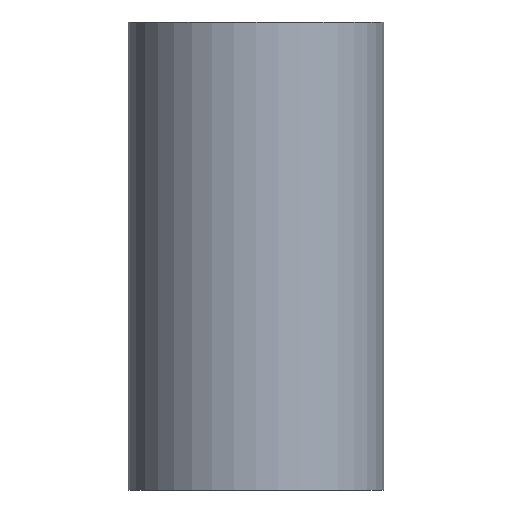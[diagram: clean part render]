
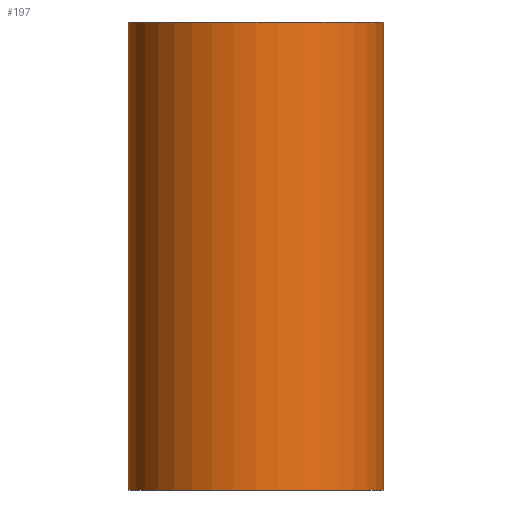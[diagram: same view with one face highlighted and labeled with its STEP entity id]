
A CAD part, front view. The second image highlights one B-rep face of the part: STEP entity #197.
In plain terms, the highlighted cylindrical face has radius 64.5 mm (diameter 129 mm), a full revolution.
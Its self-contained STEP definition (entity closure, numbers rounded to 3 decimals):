
#16=B_SPLINE_CURVE_WITH_KNOTS('',3,(#409,#410,#411,#412,#413,#414,#415,
#416,#417,#418,#419,#420,#421,#422,#423,#424,#425,#426,#427,#428,#429,#430,
#431,#432,#433,#434,#435,#436,#437,#438,#439,#440,#441,#442,#443,#444,#445,
#446,#447,#448,#449,#450,#451,#452,#453,#454,#455,#456,#457,#458,#459,#460,
#461,#462,#463,#464,#465,#466,#467,#468,#469,#470,#471,#472,#473,#474),
 .UNSPECIFIED.,.T.,.F.,(4,2,2,2,2,2,2,2,2,2,2,2,2,2,2,2,2,2,2,2,2,2,2,2,
2,2,2,2,2,2,2,2,4),(0.,0.729,1.458,2.187,
2.916,3.641,4.366,5.091,5.816,
6.541,7.266,7.991,8.715,9.444,
10.173,10.902,11.631,12.36,13.089,
13.818,14.547,15.272,15.997,16.722,
17.447,18.172,18.897,19.622,20.347,
21.076,21.805,22.534,23.263),
 .UNSPECIFIED.);
#29=CYLINDRICAL_SURFACE('',#230,64.5);
#44=FACE_BOUND('',#92,.T.);
#45=FACE_BOUND('',#93,.T.);
#61=FACE_OUTER_BOUND('',#91,.T.);
#91=EDGE_LOOP('',(#174));
#92=EDGE_LOOP('',(#175));
#93=EDGE_LOOP('',(#176));
#101=CIRCLE('',#208,64.5);
#105=CIRCLE('',#215,64.5);
#116=VERTEX_POINT('',#307);
#120=VERTEX_POINT('',#318);
#129=VERTEX_POINT('',#408);
#133=EDGE_CURVE('',#116,#116,#101,.T.);
#137=EDGE_CURVE('',#120,#120,#105,.T.);
#146=EDGE_CURVE('',#129,#129,#16,.T.);
#174=ORIENTED_EDGE('',*,*,#133,.F.);
#175=ORIENTED_EDGE('',*,*,#137,.F.);
#176=ORIENTED_EDGE('',*,*,#146,.T.);
#197=ADVANCED_FACE('',(#61,#44,#45),#29,.T.);
#208=AXIS2_PLACEMENT_3D('',#308,#247,#248);
#215=AXIS2_PLACEMENT_3D('',#319,#261,#262);
#230=AXIS2_PLACEMENT_3D('',#475,#291,#292);
#247=DIRECTION('center_axis',(0.,0.,1.));
#248=DIRECTION('ref_axis',(-1.,0.,0.));
#261=DIRECTION('center_axis',(0.,0.,-1.));
#262=DIRECTION('ref_axis',(-1.,0.,0.));
#291=DIRECTION('center_axis',(0.,0.,1.));
#292=DIRECTION('ref_axis',(-1.,0.,0.));
#307=CARTESIAN_POINT('',(64.5,0.,118.));
#308=CARTESIAN_POINT('Origin',(0.,0.,118.));
#318=CARTESIAN_POINT('',(64.5,0.,-118.));
#319=CARTESIAN_POINT('Origin',(0.,0.,-118.));
#408=CARTESIAN_POINT('',(37.5,52.479,0.));
#409=CARTESIAN_POINT('Ctrl Pts',(37.5,52.479,0.));
#410=CARTESIAN_POINT('Ctrl Pts',(37.5,52.479,2.43));
#411=CARTESIAN_POINT('Ctrl Pts',(37.26,52.652,4.915));
#412=CARTESIAN_POINT('Ctrl Pts',(36.28,53.333,9.81));
#413=CARTESIAN_POINT('Ctrl Pts',(35.54,53.837,12.22));
#414=CARTESIAN_POINT('Ctrl Pts',(33.612,55.061,16.812));
#415=CARTESIAN_POINT('Ctrl Pts',(32.423,55.78,18.998));
#416=CARTESIAN_POINT('Ctrl Pts',(29.694,57.28,23.032));
#417=CARTESIAN_POINT('Ctrl Pts',(28.154,58.059,24.88));
#418=CARTESIAN_POINT('Ctrl Pts',(24.889,59.531,28.144));
#419=CARTESIAN_POINT('Ctrl Pts',(23.045,60.28,29.683));
#420=CARTESIAN_POINT('Ctrl Pts',(19.011,61.672,32.416));
#421=CARTESIAN_POINT('Ctrl Pts',(16.819,62.313,33.61));
#422=CARTESIAN_POINT('Ctrl Pts',(12.213,63.377,35.543));
#423=CARTESIAN_POINT('Ctrl Pts',(9.796,63.799,36.284));
#424=CARTESIAN_POINT('Ctrl Pts',(4.897,64.361,37.263));
#425=CARTESIAN_POINT('Ctrl Pts',(2.416,64.5,37.5));
#426=CARTESIAN_POINT('Ctrl Pts',(-2.416,64.5,37.5));
#427=CARTESIAN_POINT('Ctrl Pts',(-4.897,64.361,37.263));
#428=CARTESIAN_POINT('Ctrl Pts',(-9.796,63.799,36.284));
#429=CARTESIAN_POINT('Ctrl Pts',(-12.213,63.377,35.543));
#430=CARTESIAN_POINT('Ctrl Pts',(-16.819,62.313,33.61));
#431=CARTESIAN_POINT('Ctrl Pts',(-19.011,61.672,32.416));
#432=CARTESIAN_POINT('Ctrl Pts',(-23.045,60.28,29.683));
#433=CARTESIAN_POINT('Ctrl Pts',(-24.889,59.531,28.144));
#434=CARTESIAN_POINT('Ctrl Pts',(-28.154,58.059,24.88));
#435=CARTESIAN_POINT('Ctrl Pts',(-29.694,57.28,23.032));
#436=CARTESIAN_POINT('Ctrl Pts',(-32.423,55.78,18.998));
#437=CARTESIAN_POINT('Ctrl Pts',(-33.612,55.061,16.812));
#438=CARTESIAN_POINT('Ctrl Pts',(-35.54,53.837,12.22));
#439=CARTESIAN_POINT('Ctrl Pts',(-36.28,53.333,9.81));
#440=CARTESIAN_POINT('Ctrl Pts',(-37.26,52.652,4.915));
#441=CARTESIAN_POINT('Ctrl Pts',(-37.5,52.479,2.43));
#442=CARTESIAN_POINT('Ctrl Pts',(-37.5,52.479,-2.43));
#443=CARTESIAN_POINT('Ctrl Pts',(-37.26,52.652,-4.915));
#444=CARTESIAN_POINT('Ctrl Pts',(-36.28,53.333,-9.81));
#445=CARTESIAN_POINT('Ctrl Pts',(-35.54,53.837,-12.22));
#446=CARTESIAN_POINT('Ctrl Pts',(-33.612,55.061,-16.812));
#447=CARTESIAN_POINT('Ctrl Pts',(-32.423,55.78,-18.998));
#448=CARTESIAN_POINT('Ctrl Pts',(-29.694,57.28,-23.032));
#449=CARTESIAN_POINT('Ctrl Pts',(-28.154,58.059,-24.88));
#450=CARTESIAN_POINT('Ctrl Pts',(-24.889,59.531,-28.144));
#451=CARTESIAN_POINT('Ctrl Pts',(-23.045,60.28,-29.683));
#452=CARTESIAN_POINT('Ctrl Pts',(-19.011,61.672,-32.416));
#453=CARTESIAN_POINT('Ctrl Pts',(-16.819,62.313,-33.61));
#454=CARTESIAN_POINT('Ctrl Pts',(-12.213,63.377,-35.543));
#455=CARTESIAN_POINT('Ctrl Pts',(-9.796,63.799,-36.284));
#456=CARTESIAN_POINT('Ctrl Pts',(-4.897,64.361,-37.263));
#457=CARTESIAN_POINT('Ctrl Pts',(-2.416,64.5,-37.5));
#458=CARTESIAN_POINT('Ctrl Pts',(2.416,64.5,-37.5));
#459=CARTESIAN_POINT('Ctrl Pts',(4.897,64.361,-37.263));
#460=CARTESIAN_POINT('Ctrl Pts',(9.796,63.799,-36.284));
#461=CARTESIAN_POINT('Ctrl Pts',(12.213,63.377,-35.543));
#462=CARTESIAN_POINT('Ctrl Pts',(16.819,62.313,-33.61));
#463=CARTESIAN_POINT('Ctrl Pts',(19.011,61.672,-32.416));
#464=CARTESIAN_POINT('Ctrl Pts',(23.045,60.28,-29.683));
#465=CARTESIAN_POINT('Ctrl Pts',(24.889,59.531,-28.144));
#466=CARTESIAN_POINT('Ctrl Pts',(28.154,58.059,-24.88));
#467=CARTESIAN_POINT('Ctrl Pts',(29.694,57.28,-23.032));
#468=CARTESIAN_POINT('Ctrl Pts',(32.423,55.78,-18.998));
#469=CARTESIAN_POINT('Ctrl Pts',(33.612,55.061,-16.812));
#470=CARTESIAN_POINT('Ctrl Pts',(35.54,53.837,-12.22));
#471=CARTESIAN_POINT('Ctrl Pts',(36.28,53.333,-9.81));
#472=CARTESIAN_POINT('Ctrl Pts',(37.26,52.652,-4.915));
#473=CARTESIAN_POINT('Ctrl Pts',(37.5,52.479,-2.43));
#474=CARTESIAN_POINT('Ctrl Pts',(37.5,52.479,0.));
#475=CARTESIAN_POINT('Origin',(0.,0.,0.));
